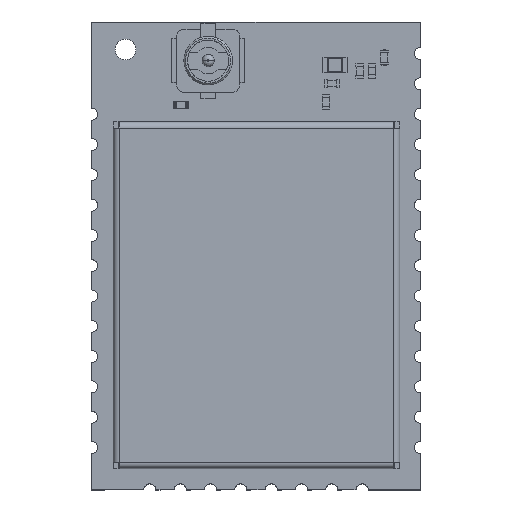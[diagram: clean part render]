
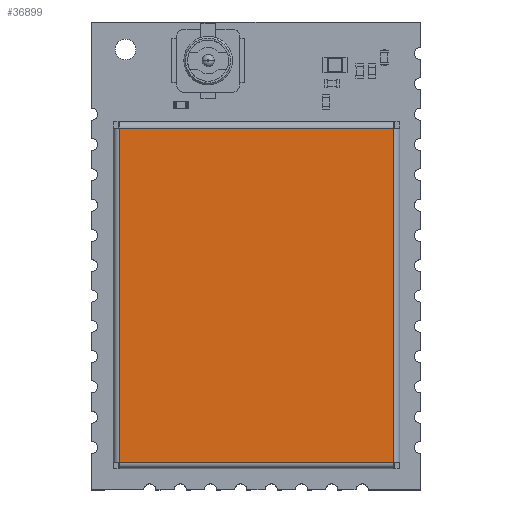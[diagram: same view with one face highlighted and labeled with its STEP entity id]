
A CAD part, top view. The second image highlights one B-rep face of the part: STEP entity #36899.
In plain terms, the highlighted face is planar.
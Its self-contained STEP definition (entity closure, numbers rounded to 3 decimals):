
#36767 = VERTEX_POINT('',#36768);
#36768 = CARTESIAN_POINT('',(14.007,3.993,0.254));
#36775 = EDGE_CURVE('',#36776,#36767,#36778,.T.);
#36776 = VERTEX_POINT('',#36777);
#36777 = CARTESIAN_POINT('',(14.007,3.993,14.046));
#36778 = LINE('',#36779,#36780);
#36779 = CARTESIAN_POINT('',(14.007,3.993,14.3));
#36780 = VECTOR('',#36781,1.);
#36781 = DIRECTION('',(-0.,-0.,-1.));
#36838 = EDGE_CURVE('',#36839,#36841,#36843,.T.);
#36839 = VERTEX_POINT('',#36840);
#36840 = CARTESIAN_POINT('',(2.704,3.993,14.046));
#36841 = VERTEX_POINT('',#36842);
#36842 = CARTESIAN_POINT('',(2.704,3.993,0.254));
#36843 = LINE('',#36844,#36845);
#36844 = CARTESIAN_POINT('',(2.704,3.993,14.3));
#36845 = VECTOR('',#36846,1.);
#36846 = DIRECTION('',(-0.,-0.,-1.));
#36899 = ADVANCED_FACE('',(#36900),#36916,.T.);
#36900 = FACE_BOUND('',#36901,.T.);
#36901 = EDGE_LOOP('',(#36902,#36903,#36909,#36910));
#36902 = ORIENTED_EDGE('',*,*,#36775,.T.);
#36903 = ORIENTED_EDGE('',*,*,#36904,.T.);
#36904 = EDGE_CURVE('',#36767,#36841,#36905,.T.);
#36905 = LINE('',#36906,#36907);
#36906 = CARTESIAN_POINT('',(14.007,3.993,0.254));
#36907 = VECTOR('',#36908,1.);
#36908 = DIRECTION('',(-1.,0.,0.));
#36909 = ORIENTED_EDGE('',*,*,#36838,.F.);
#36910 = ORIENTED_EDGE('',*,*,#36911,.T.);
#36911 = EDGE_CURVE('',#36839,#36776,#36912,.T.);
#36912 = LINE('',#36913,#36914);
#36913 = CARTESIAN_POINT('',(2.704,3.993,14.046));
#36914 = VECTOR('',#36915,1.);
#36915 = DIRECTION('',(1.,0.,0.));
#36916 = PLANE('',#36917);
#36917 = AXIS2_PLACEMENT_3D('',#36918,#36919,#36920);
#36918 = CARTESIAN_POINT('',(2.45,3.993,14.3));
#36919 = DIRECTION('',(0.,1.,0.));
#36920 = DIRECTION('',(0.,-0.,1.));
